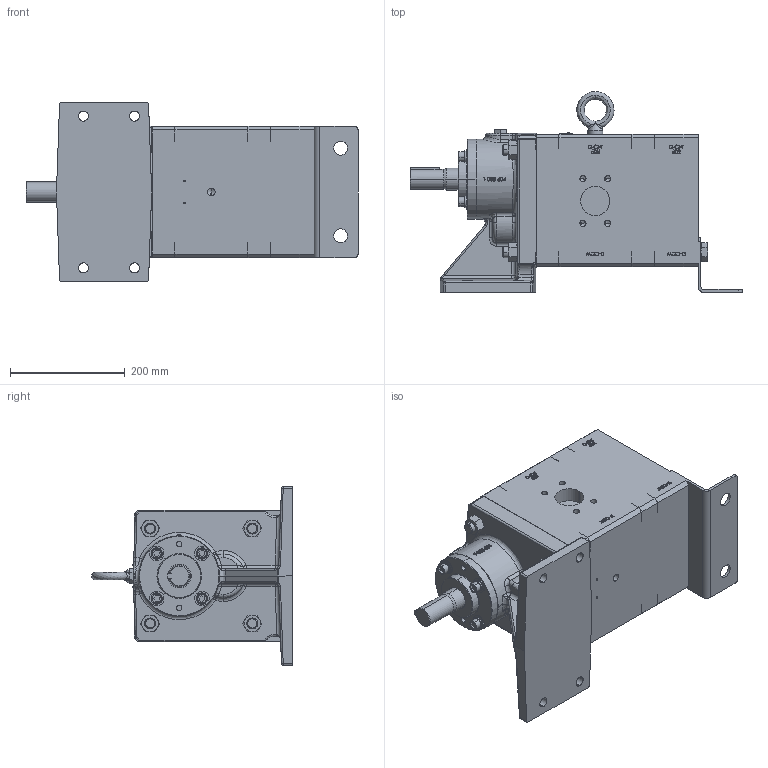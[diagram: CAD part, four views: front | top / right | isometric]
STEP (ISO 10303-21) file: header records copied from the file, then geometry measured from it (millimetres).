
FILE_DESCRIPTION (( 'STEP AP214' ), '1' );
FILE_NAME ('GPV-1430-026-U.STEP', '2018-10-31T19:24:28', ( '' ), ( '' ), 'SwSTEP 2.0', 'SolidWorks 2017', '' );
FILE_SCHEMA (( 'AUTOMOTIVE_DESIGN' ));
Length unit declared in the file: inch
Products named in the file (1): GPV-1430-026-U
Bounding box: 577.52 x 349.45 x 311.15 mm (x, y, z)
Volume: 19790113.5 mm3; surface area: 727807.5 mm2
Topology: 1 solids, 1 shells, 2122 faces, 5371 edges, 3481 vertices
Faces by surface type: plane 1168, bspline 536, cylinder 259, cone 125, sphere 30, torus 4
Entity records: 114367 total; most frequent: CARTESIAN_POINT 48824, ORIENTED_EDGE 10682, DIRECTION 7844, EDGE_CURVE 5341, VERTEX_POINT 3481, LINE 3444, VECTOR 3444, EDGE_LOOP 2412
